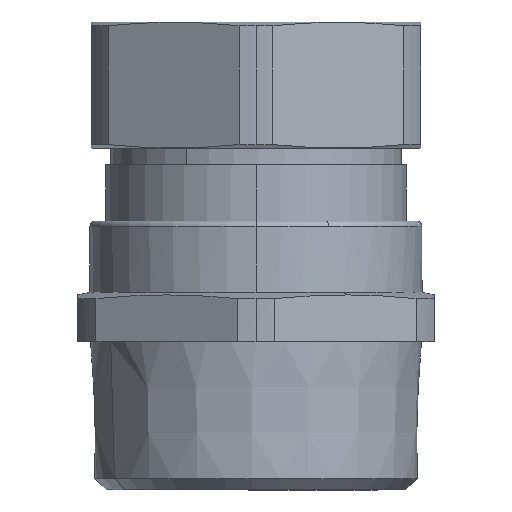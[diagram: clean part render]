
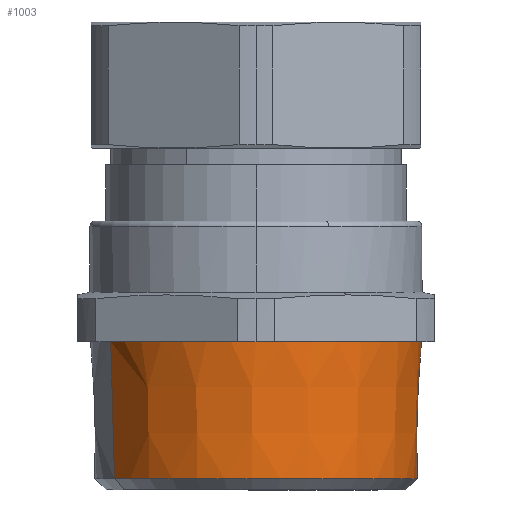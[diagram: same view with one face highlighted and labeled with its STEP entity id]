
A CAD part, front view. The second image highlights one B-rep face of the part: STEP entity #1003.
In plain terms, the highlighted conical face has half-angle 1.78 degrees and reference radius 29.311 mm.
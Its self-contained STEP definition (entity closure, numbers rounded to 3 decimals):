
#613=AXIS2_PLACEMENT_3D('Circle Axis2P3D',#611,#612,$) ;
#620=AXIS2_PLACEMENT_3D('Circle Axis2P3D',#618,#619,$) ;
#989=AXIS2_PLACEMENT_3D('Cone Axis2P3D',#986,#987,#988) ;
#993=AXIS2_PLACEMENT_3D('Circle Axis2P3D',#991,#992,$) ;
#606=CARTESIAN_POINT('Vertex',(6.041,21.295,27.)) ;
#611=CARTESIAN_POINT('Axis2P3D Location',(32.5,35.75,27.)) ;
#615=CARTESIAN_POINT('Vertex',(32.5,5.6,27.)) ;
#618=CARTESIAN_POINT('Axis2P3D Location',(32.5,35.75,27.)) ;
#622=CARTESIAN_POINT('Vertex',(58.959,50.205,27.)) ;
#951=CARTESIAN_POINT('Line Origine',(-13610.036,-7417.202,499287.144)) ;
#955=CARTESIAN_POINT('Vertex',(6.721,21.667,2.064)) ;
#958=CARTESIAN_POINT('Line Origine',(13675.036,7488.702,499287.144)) ;
#962=CARTESIAN_POINT('Vertex',(58.279,49.833,2.064)) ;
#986=CARTESIAN_POINT('Axis2P3D Location',(32.5,35.75,0.)) ;
#991=CARTESIAN_POINT('Axis2P3D Location',(32.5,35.75,2.064)) ;
#612=DIRECTION('Axis2P3D Direction',(0.,0.,-1.)) ;
#619=DIRECTION('Axis2P3D Direction',(0.,0.,-1.)) ;
#952=DIRECTION('Vector Direction',(-0.027,-0.015,1.)) ;
#959=DIRECTION('Vector Direction',(0.027,0.015,1.)) ;
#987=DIRECTION('Axis2P3D Direction',(0.,0.,1.)) ;
#988=DIRECTION('Axis2P3D XDirection',(-0.878,-0.479,0.)) ;
#992=DIRECTION('Axis2P3D Direction',(0.,0.,1.)) ;
#953=VECTOR('Line Direction',#952,1.) ;
#960=VECTOR('Line Direction',#959,1.) ;
#997=ORIENTED_EDGE('',*,*,#964,.T.) ;
#998=ORIENTED_EDGE('',*,*,#624,.T.) ;
#999=ORIENTED_EDGE('',*,*,#617,.T.) ;
#1000=ORIENTED_EDGE('',*,*,#957,.F.) ;
#1001=ORIENTED_EDGE('',*,*,#995,.T.) ;
#1003=ADVANCED_FACE('Body',(#1002),#990,.T.) ;
#614=CIRCLE('generated circle',#613,30.15) ;
#621=CIRCLE('generated circle',#620,30.15) ;
#994=CIRCLE('generated circle',#993,29.375) ;
#990=CONICAL_SURFACE('Cone',#989,29.311,0.031) ;
#617=EDGE_CURVE('',#616,#607,#614,.T.) ;
#624=EDGE_CURVE('',#623,#616,#621,.T.) ;
#957=EDGE_CURVE('',#956,#607,#954,.T.) ;
#964=EDGE_CURVE('',#963,#623,#961,.T.) ;
#995=EDGE_CURVE('',#956,#963,#994,.T.) ;
#996=EDGE_LOOP('',(#997,#998,#999,#1000,#1001)) ;
#1002=FACE_OUTER_BOUND('',#996,.T.) ;
#954=LINE('Line',#951,#953) ;
#961=LINE('Line',#958,#960) ;
#607=VERTEX_POINT('',#606) ;
#616=VERTEX_POINT('',#615) ;
#623=VERTEX_POINT('',#622) ;
#956=VERTEX_POINT('',#955) ;
#963=VERTEX_POINT('',#962) ;
